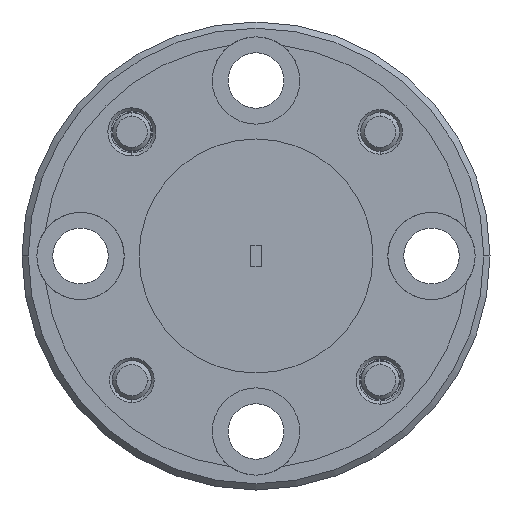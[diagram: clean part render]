
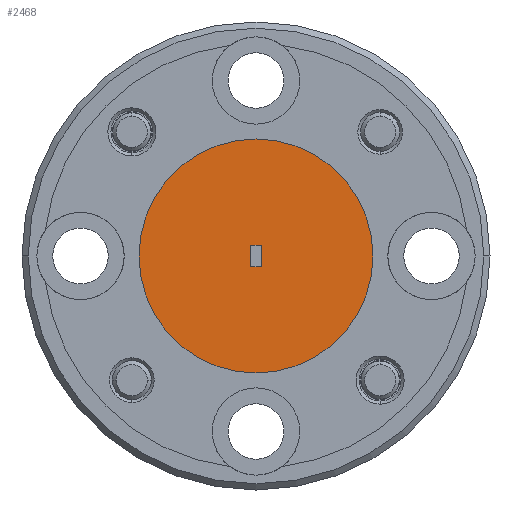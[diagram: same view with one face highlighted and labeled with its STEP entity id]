
A CAD part, left-side view. The second image highlights one B-rep face of the part: STEP entity #2468.
In plain terms, the highlighted planar face has unit normal (-1, 0, 0).
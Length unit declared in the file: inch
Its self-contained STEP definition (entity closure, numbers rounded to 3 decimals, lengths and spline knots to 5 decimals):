
#1 = DIRECTION ( 'NONE',  ( 0., 1., 0. ) ) ;
#35 = VERTEX_POINT ( 'NONE', #5258 ) ;
#71 = PLANE ( 'NONE',  #4450 ) ;
#172 = DIRECTION ( 'NONE',  ( 0., -1., 0. ) ) ;
#250 = LINE ( 'NONE', #6167, #6490 ) ;
#325 = CARTESIAN_POINT ( 'NONE',  ( -0.63379, 0.89162, -0.52392 ) ) ;
#355 = ORIENTED_EDGE ( 'NONE', *, *, #6513, .F. ) ;
#736 = DIRECTION ( 'NONE',  ( 0., -1., 0. ) ) ;
#1046 = DIRECTION ( 'NONE',  ( 1., 0., 0. ) ) ;
#1117 = VERTEX_POINT ( 'NONE', #1187 ) ;
#1143 = ORIENTED_EDGE ( 'NONE', *, *, #4115, .T. ) ;
#1187 = CARTESIAN_POINT ( 'NONE',  ( -0.63379, 1.08762, -0.54092 ) ) ;
#1220 = EDGE_CURVE ( 'NONE', #35, #1117, #5968, .T. ) ;
#1606 = VERTEX_POINT ( 'NONE', #6838 ) ;
#1789 = CARTESIAN_POINT ( 'NONE',  ( -0.63379, 0.90012, -0.54092 ) ) ;
#1895 = AXIS2_PLACEMENT_3D ( 'NONE', #1789, #2249, #4620 ) ;
#2020 = VECTOR ( 'NONE', #6020, 39.37008 ) ;
#2025 = CARTESIAN_POINT ( 'NONE',  ( -0.63379, 0.89162, -0.52392 ) ) ;
#2090 = CARTESIAN_POINT ( 'NONE',  ( -0.63379, 0.90862, -0.55792 ) ) ;
#2175 = LINE ( 'NONE', #2090, #3878 ) ;
#2210 = VERTEX_POINT ( 'NONE', #325 ) ;
#2249 = DIRECTION ( 'NONE',  ( 1., 0., 0. ) ) ;
#2468 = ADVANCED_FACE ( 'NONE', ( #5365, #3960 ), #71, .T. ) ;
#2571 = CARTESIAN_POINT ( 'NONE',  ( -0.63379, 0.90012, -0.54092 ) ) ;
#2577 = VERTEX_POINT ( 'NONE', #3320 ) ;
#2678 = EDGE_LOOP ( 'NONE', ( #5790, #7491, #1143, #4834 ) ) ;
#2697 = DIRECTION ( 'NONE',  ( 0., 1., 0. ) ) ;
#2862 = CARTESIAN_POINT ( 'NONE',  ( -0.63379, 0.90012, -0.54092 ) ) ;
#3014 = AXIS2_PLACEMENT_3D ( 'NONE', #2862, #1046, #1 ) ;
#3320 = CARTESIAN_POINT ( 'NONE',  ( -0.63379, 0.90862, -0.55792 ) ) ;
#3669 = CARTESIAN_POINT ( 'NONE',  ( -0.63379, 0.89162, -0.55792 ) ) ;
#3878 = VECTOR ( 'NONE', #4456, 39.37008 ) ;
#3960 = FACE_OUTER_BOUND ( 'NONE', #5034, .T. ) ;
#4115 = EDGE_CURVE ( 'NONE', #1606, #2577, #250, .T. ) ;
#4404 = DIRECTION ( 'NONE',  ( -1., 0., 0. ) ) ;
#4450 = AXIS2_PLACEMENT_3D ( 'NONE', #2571, #4404, #172 ) ;
#4456 = DIRECTION ( 'NONE',  ( 0., 0., 1. ) ) ;
#4459 = EDGE_CURVE ( 'NONE', #6385, #2210, #5532, .T. ) ;
#4620 = DIRECTION ( 'NONE',  ( 0., 1., 0. ) ) ;
#4834 = ORIENTED_EDGE ( 'NONE', *, *, #5526, .T. ) ;
#4974 = VECTOR ( 'NONE', #736, 39.37008 ) ;
#5034 = EDGE_LOOP ( 'NONE', ( #355, #6726 ) ) ;
#5258 = CARTESIAN_POINT ( 'NONE',  ( -0.63379, 0.71262, -0.54092 ) ) ;
#5365 = FACE_BOUND ( 'NONE', #2678, .T. ) ;
#5526 = EDGE_CURVE ( 'NONE', #2577, #6385, #2175, .T. ) ;
#5532 = LINE ( 'NONE', #2025, #4974 ) ;
#5790 = ORIENTED_EDGE ( 'NONE', *, *, #4459, .T. ) ;
#5968 = CIRCLE ( 'NONE', #1895, 0.1875 ) ;
#6020 = DIRECTION ( 'NONE',  ( 0., 0., -1. ) ) ;
#6047 = LINE ( 'NONE', #3669, #2020 ) ;
#6167 = CARTESIAN_POINT ( 'NONE',  ( -0.63379, 0.89162, -0.55792 ) ) ;
#6385 = VERTEX_POINT ( 'NONE', #6769 ) ;
#6490 = VECTOR ( 'NONE', #2697, 39.37008 ) ;
#6513 = EDGE_CURVE ( 'NONE', #1117, #35, #7467, .T. ) ;
#6568 = EDGE_CURVE ( 'NONE', #2210, #1606, #6047, .T. ) ;
#6726 = ORIENTED_EDGE ( 'NONE', *, *, #1220, .F. ) ;
#6769 = CARTESIAN_POINT ( 'NONE',  ( -0.63379, 0.90862, -0.52392 ) ) ;
#6838 = CARTESIAN_POINT ( 'NONE',  ( -0.63379, 0.89162, -0.55792 ) ) ;
#7467 = CIRCLE ( 'NONE', #3014, 0.1875 ) ;
#7491 = ORIENTED_EDGE ( 'NONE', *, *, #6568, .T. ) ;
